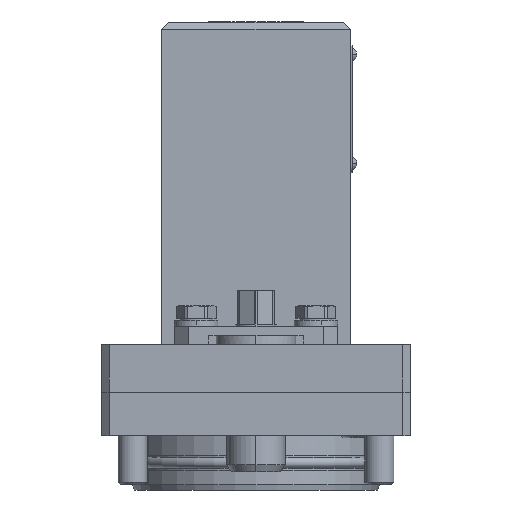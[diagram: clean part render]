
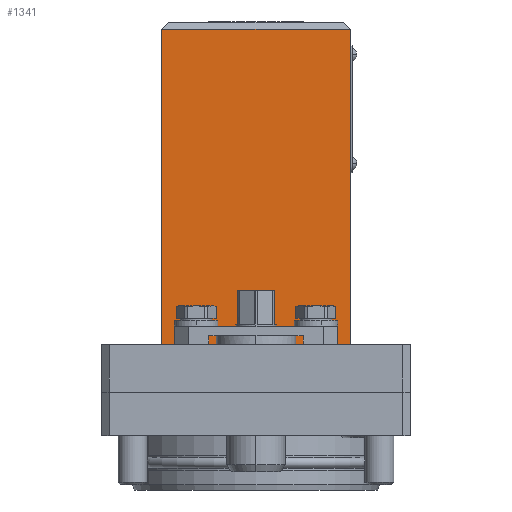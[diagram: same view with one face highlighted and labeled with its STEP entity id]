
A CAD part, left-side view. The second image highlights one B-rep face of the part: STEP entity #1341.
In plain terms, the highlighted planar face has unit normal (-1, 0, 0).
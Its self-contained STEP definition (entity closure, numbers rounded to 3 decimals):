
#66 = CARTESIAN_POINT ( 'NONE',  ( -6., -42.5, 25. ) ) ;
#887 = CARTESIAN_POINT ( 'NONE',  ( -6., -26., 25. ) ) ;
#969 = DIRECTION ( 'NONE',  ( -1., 0., 0. ) ) ;
#1135 = LINE ( 'NONE', #6714, #3731 ) ;
#1341 = ADVANCED_FACE ( 'Defeature ausgef�hrt2_19', ( #2417 ), #8056, .T. ) ;
#1377 = CARTESIAN_POINT ( 'NONE',  ( -6., 26., 25. ) ) ;
#1492 = ORIENTED_EDGE ( 'NONE', *, *, #8431, .T. ) ;
#1611 = LINE ( 'NONE', #66, #8701 ) ;
#1659 = VERTEX_POINT ( 'NONE', #1377 ) ;
#1671 = CARTESIAN_POINT ( 'NONE',  ( -6., -42.5, 114. ) ) ;
#2207 = EDGE_CURVE ( 'Defeature ausgef�hrt2_19+Defeature ausgef�hrt2_8+Defeature ausgef�hrt2_4+Defeature ausgef�hrt2_29', #5053, #6502, #6578, .T. ) ;
#2417 = FACE_OUTER_BOUND ( 'NONE', #2494, .T. ) ;
#2491 = VECTOR ( 'NONE', #4348, 1000. ) ;
#2494 = EDGE_LOOP ( 'NONE', ( #6306, #6567, #1492, #7157 ) ) ;
#2563 = CARTESIAN_POINT ( 'NONE',  ( -6., 26., 112. ) ) ;
#2714 = LINE ( 'NONE', #2860, #5417 ) ;
#2859 = CARTESIAN_POINT ( 'NONE',  ( -6., -26., 114. ) ) ;
#2860 = CARTESIAN_POINT ( 'NONE',  ( -6., -42.5, 112. ) ) ;
#3290 = EDGE_CURVE ( 'Defeature ausgef�hrt2_19+Defeature ausgef�hrt2_29+Defeature ausgef�hrt2_8+Defeature ausgef�hrt2_12', #6502, #8969, #2714, .T. ) ;
#3731 = VECTOR ( 'NONE', #6631, 1000. ) ;
#4348 = DIRECTION ( 'NONE',  ( 0., 0., 1. ) ) ;
#4564 = EDGE_CURVE ( 'Defeature ausgef�hrt2_4+Defeature ausgef�hrt2_19+Defeature ausgef�hrt2_8+Defeature ausgef�hrt2_12', #5053, #1659, #1611, .T. ) ;
#5053 = VERTEX_POINT ( 'NONE', #887 ) ;
#5417 = VECTOR ( 'NONE', #5701, 1000. ) ;
#5701 = DIRECTION ( 'NONE',  ( 0., 1., 0. ) ) ;
#6241 = CARTESIAN_POINT ( 'NONE',  ( -6., -26., 112. ) ) ;
#6306 = ORIENTED_EDGE ( 'NONE', *, *, #2207, .T. ) ;
#6502 = VERTEX_POINT ( 'NONE', #6241 ) ;
#6567 = ORIENTED_EDGE ( 'NONE', *, *, #3290, .T. ) ;
#6578 = LINE ( 'NONE', #2859, #2491 ) ;
#6631 = DIRECTION ( 'NONE',  ( 0., 0., -1. ) ) ;
#6714 = CARTESIAN_POINT ( 'NONE',  ( -6., 26., 114. ) ) ;
#7079 = DIRECTION ( 'NONE',  ( 0., -1., 0. ) ) ;
#7145 = DIRECTION ( 'NONE',  ( 0., 1., 0. ) ) ;
#7157 = ORIENTED_EDGE ( 'NONE', *, *, #4564, .F. ) ;
#7209 = AXIS2_PLACEMENT_3D ( 'NONE', #1671, #969, #7079 ) ;
#8056 = PLANE ( 'NONE',  #7209 ) ;
#8431 = EDGE_CURVE ( 'Defeature ausgef�hrt2_19+Defeature ausgef�hrt2_12+Defeature ausgef�hrt2_29+Defeature ausgef�hrt2_4', #8969, #1659, #1135, .T. ) ;
#8701 = VECTOR ( 'NONE', #7145, 1000. ) ;
#8969 = VERTEX_POINT ( 'NONE', #2563 ) ;
